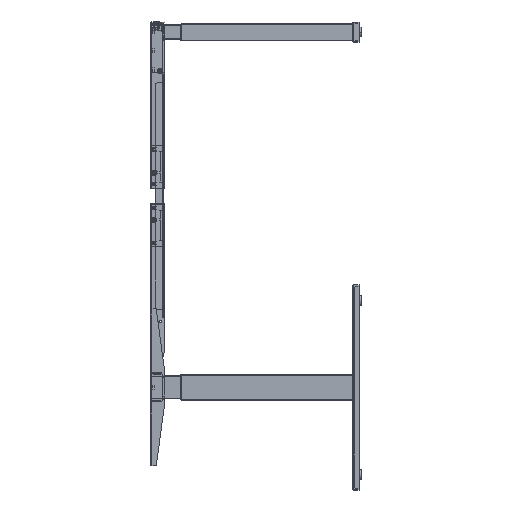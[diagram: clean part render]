
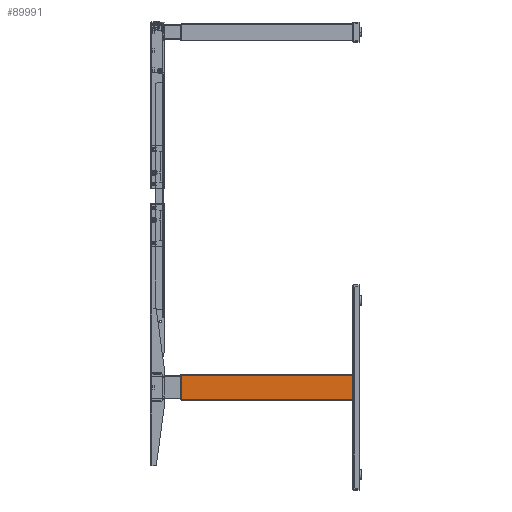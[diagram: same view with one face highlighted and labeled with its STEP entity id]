
A CAD part, left-side view. The second image highlights one B-rep face of the part: STEP entity #89991.
In plain terms, the highlighted planar face has unit normal (-1, 0, 0).
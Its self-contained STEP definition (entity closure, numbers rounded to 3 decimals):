
#625 = ORIENTED_EDGE ( 'NONE', *, *, #41618, .T. ) ;
#2762 = VERTEX_POINT ( 'NONE', #107638 ) ;
#4245 = VERTEX_POINT ( 'NONE', #24414 ) ;
#5823 = VERTEX_POINT ( 'NONE', #16501 ) ;
#11344 = EDGE_LOOP ( 'NONE', ( #42884, #91150, #45391, #625 ) ) ;
#15389 = VECTOR ( 'NONE', #81905, 1000. ) ;
#16501 = CARTESIAN_POINT ( 'NONE',  ( -895., 30.1, 42. ) ) ;
#16782 = DIRECTION ( 'NONE',  ( 0., 0., -1. ) ) ;
#18030 = DIRECTION ( 'NONE',  ( 0., 1., 0. ) ) ;
#24047 = EDGE_CURVE ( 'NONE', #2762, #44319, #50506, .T. ) ;
#24414 = CARTESIAN_POINT ( 'NONE',  ( -895., 30.1, -42. ) ) ;
#25360 = CARTESIAN_POINT ( 'NONE',  ( -895., 30.1, -42. ) ) ;
#31403 = VECTOR ( 'NONE', #68188, 1000. ) ;
#40462 = VECTOR ( 'NONE', #18030, 1000. ) ;
#41618 = EDGE_CURVE ( 'NONE', #5823, #2762, #73071, .T. ) ;
#42217 = CARTESIAN_POINT ( 'NONE',  ( -895., 30.1, -42. ) ) ;
#42884 = ORIENTED_EDGE ( 'NONE', *, *, #24047, .T. ) ;
#44176 = EDGE_CURVE ( 'NONE', #5823, #4245, #77953, .T. ) ;
#44319 = VERTEX_POINT ( 'NONE', #101600 ) ;
#45391 = ORIENTED_EDGE ( 'NONE', *, *, #44176, .F. ) ;
#47846 = DIRECTION ( 'NONE',  ( 1., 0., 0. ) ) ;
#50506 = LINE ( 'NONE', #56523, #15389 ) ;
#52189 = CARTESIAN_POINT ( 'NONE',  ( -895., 30.1, 42. ) ) ;
#56523 = CARTESIAN_POINT ( 'NONE',  ( -895., 620.1, -42. ) ) ;
#65978 = PLANE ( 'NONE',  #82159 ) ;
#68188 = DIRECTION ( 'NONE',  ( 0., 1., 0. ) ) ;
#69465 = EDGE_CURVE ( 'NONE', #4245, #44319, #74210, .T. ) ;
#73071 = LINE ( 'NONE', #52189, #31403 ) ;
#74210 = LINE ( 'NONE', #25360, #40462 ) ;
#74307 = CARTESIAN_POINT ( 'NONE',  ( -895., 30.1, -42. ) ) ;
#75263 = FACE_OUTER_BOUND ( 'NONE', #11344, .T. ) ;
#77953 = LINE ( 'NONE', #42217, #84512 ) ;
#81905 = DIRECTION ( 'NONE',  ( 0., 0., -1. ) ) ;
#82159 = AXIS2_PLACEMENT_3D ( 'NONE', #74307, #47846, #105901 ) ;
#84512 = VECTOR ( 'NONE', #16782, 1000. ) ;
#89991 = ADVANCED_FACE ( 'NONE', ( #75263 ), #65978, .F. ) ;
#91150 = ORIENTED_EDGE ( 'NONE', *, *, #69465, .F. ) ;
#101600 = CARTESIAN_POINT ( 'NONE',  ( -895., 620.1, -42. ) ) ;
#105901 = DIRECTION ( 'NONE',  ( 0., 0., -1. ) ) ;
#107638 = CARTESIAN_POINT ( 'NONE',  ( -895., 620.1, 42. ) ) ;
